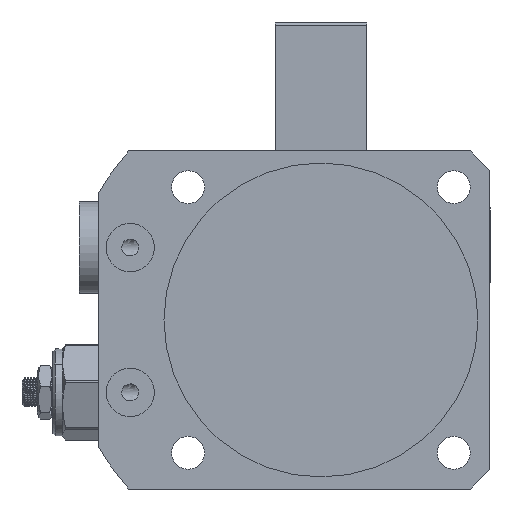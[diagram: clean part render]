
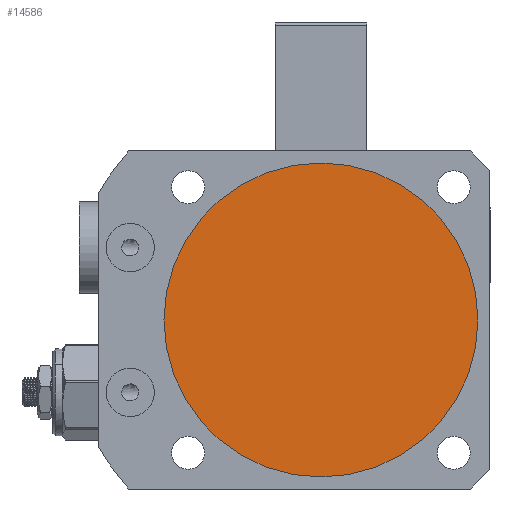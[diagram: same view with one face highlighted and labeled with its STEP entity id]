
A CAD part, front view. The second image highlights one B-rep face of the part: STEP entity #14586.
In plain terms, the highlighted planar face has unit normal (0, -1, 0).
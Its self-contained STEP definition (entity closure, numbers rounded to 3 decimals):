
#467 = DIRECTION ( 'NONE',  ( 0., 0., 1. ) ) ;
#2718 = DIRECTION ( 'NONE',  ( 0., 0., 1. ) ) ;
#2755 = DIRECTION ( 'NONE',  ( 0., 1., 0. ) ) ;
#2772 = CARTESIAN_POINT ( 'NONE',  ( 0., 0., 0. ) ) ;
#3639 = VERTEX_POINT ( 'NONE', #6771 ) ;
#3721 = CARTESIAN_POINT ( 'NONE',  ( 0., 0., 32.5 ) ) ;
#5300 = EDGE_CURVE ( 'NONE', #3639, #12015, #14200, .T. ) ;
#5737 = DIRECTION ( 'NONE',  ( 0., -1., 0. ) ) ;
#6254 = ORIENTED_EDGE ( 'NONE', *, *, #9872, .F. ) ;
#6771 = CARTESIAN_POINT ( 'NONE',  ( 0., 0., -32.5 ) ) ;
#8123 = AXIS2_PLACEMENT_3D ( 'NONE', #13421, #5737, #14691 ) ;
#8250 = DIRECTION ( 'NONE',  ( 0., 1., 0. ) ) ;
#8253 = PLANE ( 'NONE',  #8123 ) ;
#9323 = AXIS2_PLACEMENT_3D ( 'NONE', #2772, #2755, #2718 ) ;
#9519 = EDGE_LOOP ( 'NONE', ( #6254, #15897 ) ) ;
#9872 = EDGE_CURVE ( 'NONE', #12015, #3639, #12186, .T. ) ;
#11876 = AXIS2_PLACEMENT_3D ( 'NONE', #15896, #8250, #467 ) ;
#12015 = VERTEX_POINT ( 'NONE', #3721 ) ;
#12186 = CIRCLE ( 'NONE', #11876, 32.5 ) ;
#13421 = CARTESIAN_POINT ( 'NONE',  ( 0., 0., 0. ) ) ;
#14004 = FACE_OUTER_BOUND ( 'NONE', #9519, .T. ) ;
#14200 = CIRCLE ( 'NONE', #9323, 32.5 ) ;
#14586 = ADVANCED_FACE ( 'NONE', ( #14004 ), #8253, .T. ) ;
#14691 = DIRECTION ( 'NONE',  ( 0., 0., -1. ) ) ;
#15896 = CARTESIAN_POINT ( 'NONE',  ( 0., 0., 0. ) ) ;
#15897 = ORIENTED_EDGE ( 'NONE', *, *, #5300, .F. ) ;
